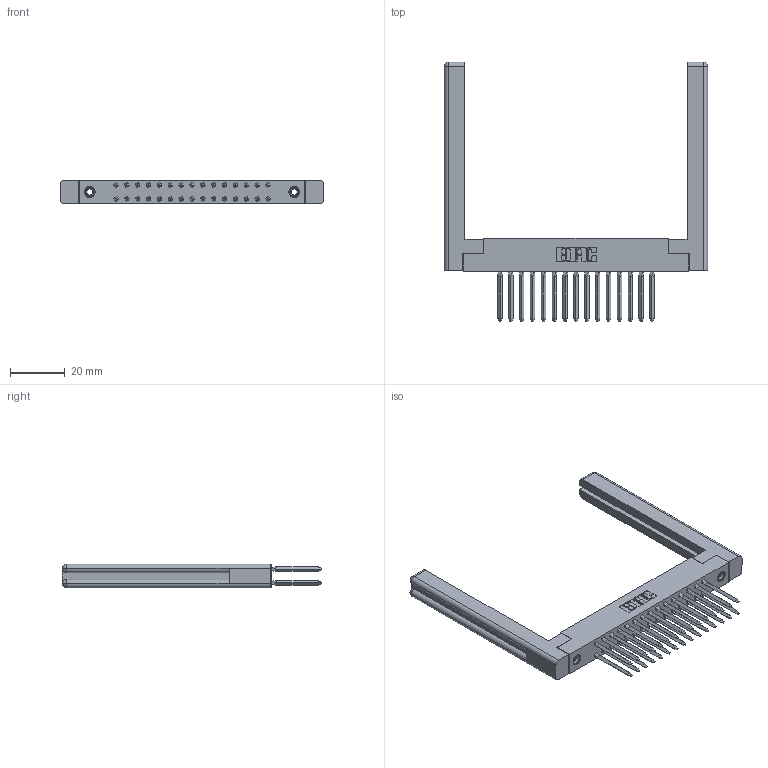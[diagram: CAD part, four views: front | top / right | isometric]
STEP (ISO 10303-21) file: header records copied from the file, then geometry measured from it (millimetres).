
FILE_DESCRIPTION (( 'STEP AP203' ), '1' );
FILE_NAME ('338-030-541-258.STEP', '2020-03-24T18:15:28', ( '' ), ( '' ), 'SwSTEP 2.0', 'SolidWorks 2016', '' );
FILE_SCHEMA (( 'CONFIG_CONTROL_DESIGN' ));
Length unit declared in the file: inch
Products named in the file (5): 307-220-058; 338-290-001_541; 345-250-001_345-250-001-102; 338-030-541-258; 338-210-001_338-210-015-004
Assembly tree (35 placements, depth 2):
  338-030-541-258
    338-210-001_338-210-015-004
    338-290-001_541  x30
    345-250-001_345-250-001-102  x2
    307-220-058  x2
Bounding box: 96.06 x 94.87 x 8.71 mm (x, y, z)
Volume: 14832.3 mm3; surface area: 17814 mm2
Topology: 35 solids, 35 shells, 2246 faces, 6005 edges, 3810 vertices
Faces by surface type: plane 1544, cylinder 558, bspline 120, cone 12, torus 12
Entity records: 34747 total; most frequent: CARTESIAN_POINT 6875, ORIENTED_EDGE 5718, DIRECTION 5386, EDGE_CURVE 2859, LINE 2100, VECTOR 2100, VERTEX_POINT 1854, AXIS2_PLACEMENT_3D 1643
